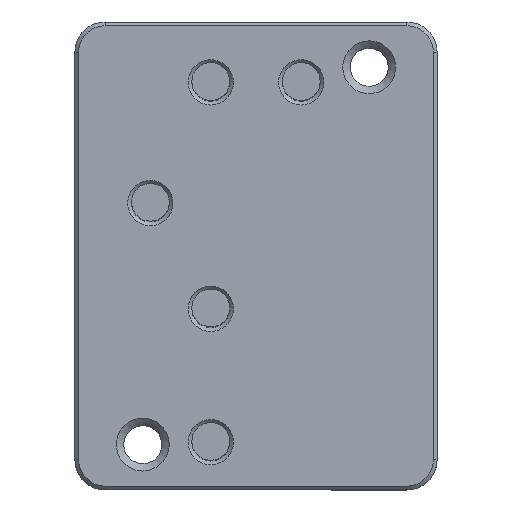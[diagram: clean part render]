
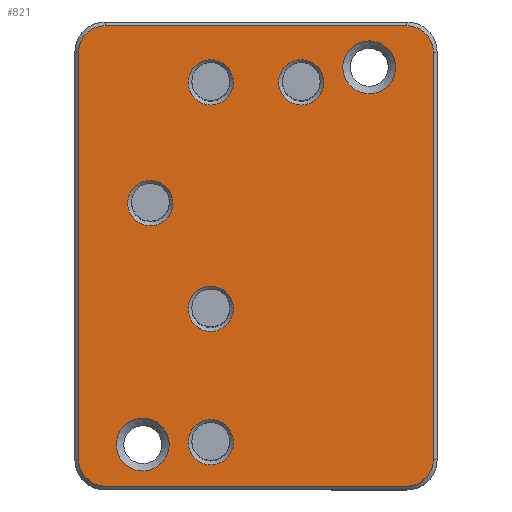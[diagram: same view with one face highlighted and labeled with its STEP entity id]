
A CAD part, top view. The second image highlights one B-rep face of the part: STEP entity #821.
In plain terms, the highlighted planar face has unit normal (0, 0, 1).
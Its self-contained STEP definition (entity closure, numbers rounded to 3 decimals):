
#16=FACE_BOUND('',#165,.T.);
#17=FACE_BOUND('',#166,.T.);
#18=FACE_BOUND('',#167,.T.);
#19=FACE_BOUND('',#168,.T.);
#20=FACE_BOUND('',#169,.T.);
#21=FACE_BOUND('',#170,.T.);
#22=FACE_BOUND('',#171,.T.);
#59=PLANE('',#937);
#105=FACE_OUTER_BOUND('',#164,.T.);
#164=EDGE_LOOP('',(#693,#694,#695,#696,#697,#698,#699,#700));
#165=EDGE_LOOP('',(#701));
#166=EDGE_LOOP('',(#702));
#167=EDGE_LOOP('',(#703));
#168=EDGE_LOOP('',(#704));
#169=EDGE_LOOP('',(#705));
#170=EDGE_LOOP('',(#706));
#171=EDGE_LOOP('',(#707));
#222=LINE('',#1390,#283);
#225=LINE('',#1398,#286);
#228=LINE('',#1408,#289);
#232=LINE('',#1419,#293);
#283=VECTOR('',#1134,10.);
#286=VECTOR('',#1143,10.);
#289=VECTOR('',#1154,10.);
#293=VECTOR('',#1166,10.);
#341=CIRCLE('',#921,3.5);
#342=CIRCLE('',#924,3.5);
#344=CIRCLE('',#928,3.5);
#346=CIRCLE('',#932,3.5);
#347=CIRCLE('',#938,3.5);
#348=CIRCLE('',#939,3.);
#349=CIRCLE('',#940,3.);
#350=CIRCLE('',#941,3.);
#351=CIRCLE('',#942,3.);
#352=CIRCLE('',#943,3.);
#353=CIRCLE('',#944,3.5);
#403=VERTEX_POINT('',#1383);
#404=VERTEX_POINT('',#1385);
#405=VERTEX_POINT('',#1389);
#406=VERTEX_POINT('',#1393);
#407=VERTEX_POINT('',#1397);
#408=VERTEX_POINT('',#1401);
#410=VERTEX_POINT('',#1407);
#412=VERTEX_POINT('',#1413);
#414=VERTEX_POINT('',#1428);
#415=VERTEX_POINT('',#1430);
#416=VERTEX_POINT('',#1432);
#417=VERTEX_POINT('',#1434);
#418=VERTEX_POINT('',#1436);
#419=VERTEX_POINT('',#1438);
#420=VERTEX_POINT('',#1440);
#496=EDGE_CURVE('',#404,#403,#341,.T.);
#497=EDGE_CURVE('',#403,#405,#222,.T.);
#500=EDGE_CURVE('',#405,#406,#342,.T.);
#501=EDGE_CURVE('',#406,#407,#225,.T.);
#505=EDGE_CURVE('',#407,#408,#344,.T.);
#506=EDGE_CURVE('',#408,#410,#228,.T.);
#511=EDGE_CURVE('',#410,#412,#346,.T.);
#512=EDGE_CURVE('',#412,#404,#232,.T.);
#517=EDGE_CURVE('',#414,#414,#347,.T.);
#518=EDGE_CURVE('',#415,#415,#348,.T.);
#519=EDGE_CURVE('',#416,#416,#349,.T.);
#520=EDGE_CURVE('',#417,#417,#350,.T.);
#521=EDGE_CURVE('',#418,#418,#351,.T.);
#522=EDGE_CURVE('',#419,#419,#352,.T.);
#523=EDGE_CURVE('',#420,#420,#353,.T.);
#693=ORIENTED_EDGE('',*,*,#496,.F.);
#694=ORIENTED_EDGE('',*,*,#512,.F.);
#695=ORIENTED_EDGE('',*,*,#511,.F.);
#696=ORIENTED_EDGE('',*,*,#506,.F.);
#697=ORIENTED_EDGE('',*,*,#505,.F.);
#698=ORIENTED_EDGE('',*,*,#501,.F.);
#699=ORIENTED_EDGE('',*,*,#500,.F.);
#700=ORIENTED_EDGE('',*,*,#497,.F.);
#701=ORIENTED_EDGE('',*,*,#517,.F.);
#702=ORIENTED_EDGE('',*,*,#518,.F.);
#703=ORIENTED_EDGE('',*,*,#519,.F.);
#704=ORIENTED_EDGE('',*,*,#520,.F.);
#705=ORIENTED_EDGE('',*,*,#521,.F.);
#706=ORIENTED_EDGE('',*,*,#522,.F.);
#707=ORIENTED_EDGE('',*,*,#523,.F.);
#821=ADVANCED_FACE('',(#105,#16,#17,#18,#19,#20,#21,#22),#59,.T.);
#921=AXIS2_PLACEMENT_3D('',#1387,#1130,#1131);
#924=AXIS2_PLACEMENT_3D('',#1395,#1139,#1140);
#928=AXIS2_PLACEMENT_3D('',#1405,#1150,#1151);
#932=AXIS2_PLACEMENT_3D('',#1417,#1162,#1163);
#937=AXIS2_PLACEMENT_3D('',#1427,#1177,#1178);
#938=AXIS2_PLACEMENT_3D('',#1429,#1179,#1180);
#939=AXIS2_PLACEMENT_3D('',#1431,#1181,#1182);
#940=AXIS2_PLACEMENT_3D('',#1433,#1183,#1184);
#941=AXIS2_PLACEMENT_3D('',#1435,#1185,#1186);
#942=AXIS2_PLACEMENT_3D('',#1437,#1187,#1188);
#943=AXIS2_PLACEMENT_3D('',#1439,#1189,#1190);
#944=AXIS2_PLACEMENT_3D('',#1441,#1191,#1192);
#1130=DIRECTION('center_axis',(0.,0.,-1.));
#1131=DIRECTION('ref_axis',(0.707,-0.707,0.));
#1134=DIRECTION('',(-1.,0.,0.));
#1139=DIRECTION('center_axis',(0.,0.,-1.));
#1140=DIRECTION('ref_axis',(-0.707,-0.707,0.));
#1143=DIRECTION('',(0.,1.,0.));
#1150=DIRECTION('center_axis',(0.,0.,-1.));
#1151=DIRECTION('ref_axis',(-0.707,0.707,0.));
#1154=DIRECTION('',(1.,0.,0.));
#1162=DIRECTION('center_axis',(0.,0.,-1.));
#1163=DIRECTION('ref_axis',(0.707,0.707,0.));
#1166=DIRECTION('',(0.,-1.,0.));
#1177=DIRECTION('center_axis',(0.,0.,1.));
#1178=DIRECTION('ref_axis',(0.,-1.,0.));
#1179=DIRECTION('center_axis',(0.,0.,1.));
#1180=DIRECTION('ref_axis',(0.,-1.,0.));
#1181=DIRECTION('center_axis',(0.,0.,1.));
#1182=DIRECTION('ref_axis',(0.,1.,0.));
#1183=DIRECTION('center_axis',(0.,0.,1.));
#1184=DIRECTION('ref_axis',(0.,1.,0.));
#1185=DIRECTION('center_axis',(0.,0.,1.));
#1186=DIRECTION('ref_axis',(0.,1.,0.));
#1187=DIRECTION('center_axis',(0.,0.,1.));
#1188=DIRECTION('ref_axis',(0.,1.,0.));
#1189=DIRECTION('center_axis',(0.,0.,1.));
#1190=DIRECTION('ref_axis',(0.,1.,0.));
#1191=DIRECTION('center_axis',(0.,0.,1.));
#1192=DIRECTION('ref_axis',(0.,-1.,0.));
#1383=CARTESIAN_POINT('',(56.,-1.5,0.));
#1385=CARTESIAN_POINT('',(59.5,2.,0.));
#1387=CARTESIAN_POINT('Origin',(56.,2.,0.));
#1389=CARTESIAN_POINT('',(16.,-1.5,0.));
#1390=CARTESIAN_POINT('',(48.,-1.5,0.));
#1393=CARTESIAN_POINT('',(12.5,2.,0.));
#1395=CARTESIAN_POINT('Origin',(16.,2.,0.));
#1397=CARTESIAN_POINT('',(12.5,56.,0.));
#1398=CARTESIAN_POINT('',(12.5,13.5,0.));
#1401=CARTESIAN_POINT('',(16.,59.5,0.));
#1405=CARTESIAN_POINT('Origin',(16.,56.,0.));
#1407=CARTESIAN_POINT('',(56.,59.5,0.));
#1408=CARTESIAN_POINT('',(24.,59.5,0.));
#1413=CARTESIAN_POINT('',(59.5,56.,0.));
#1417=CARTESIAN_POINT('Origin',(56.,56.,0.));
#1419=CARTESIAN_POINT('',(59.5,44.5,0.));
#1427=CARTESIAN_POINT('Origin',(36.,29.,0.));
#1428=CARTESIAN_POINT('',(21.,7.5,0.));
#1429=CARTESIAN_POINT('Origin',(21.,4.,0.));
#1430=CARTESIAN_POINT('',(30.,49.,0.));
#1431=CARTESIAN_POINT('Origin',(30.,52.,0.));
#1432=CARTESIAN_POINT('',(42.,49.,0.));
#1433=CARTESIAN_POINT('Origin',(42.,52.,0.));
#1434=CARTESIAN_POINT('',(30.,1.322,0.));
#1435=CARTESIAN_POINT('Origin',(30.,4.322,0.));
#1436=CARTESIAN_POINT('',(22.,33.,0.));
#1437=CARTESIAN_POINT('Origin',(22.,36.,0.));
#1438=CARTESIAN_POINT('',(30.,19.,0.));
#1439=CARTESIAN_POINT('Origin',(30.,22.,0.));
#1440=CARTESIAN_POINT('',(51.,57.5,0.));
#1441=CARTESIAN_POINT('Origin',(51.,54.,0.));
